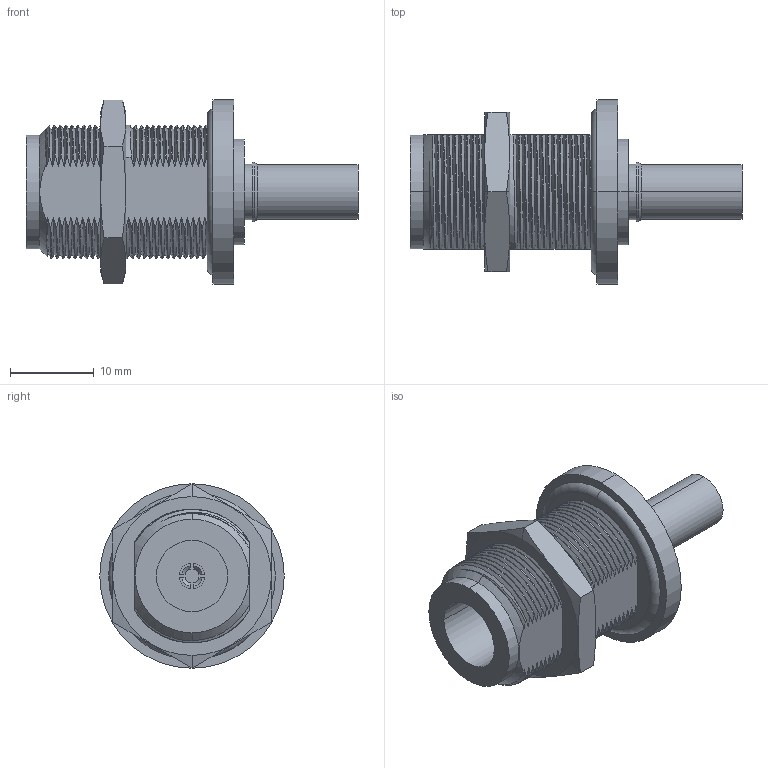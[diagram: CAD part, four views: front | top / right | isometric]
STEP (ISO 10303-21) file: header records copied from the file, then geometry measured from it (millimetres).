
FILE_DESCRIPTION((''),'2;1');
FILE_NAME('PRT0001','2021-08-14T',('1111'),(''),'PRO/ENGINEER BY PARAMETRIC TECHNOLOGY CORPORATION, 2012090','PRO/ENGINEER BY PARAMETRIC TECHNOLOGY CORPORATION, 2012090','');
FILE_SCHEMA(('CONFIG_CONTROL_DESIGN'));
Length unit declared in the file: millimetre
Products named in the file (1): PRT0001
Bounding box: 39.6 x 22 x 22 mm (x, y, z)
Volume: 5249.2 mm3; surface area: 3813.2 mm2
Topology: 1 solids, 3 shells, 238 faces, 638 edges, 419 vertices
Faces by surface type: bspline 103, cylinder 79, plane 38, cone 16, torus 2
Entity records: 33258 total; most frequent: CARTESIAN_POINT 28233, ORIENTED_EDGE 1272, EDGE_CURVE 636, DIRECTION 624, VERTEX_POINT 419, B_SPLINE_CURVE_WITH_KNOTS 369, EDGE_LOOP 255, FACE_OUTER_BOUND 238
